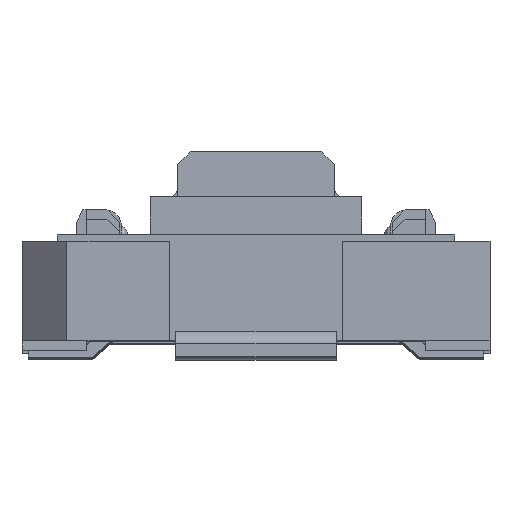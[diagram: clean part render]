
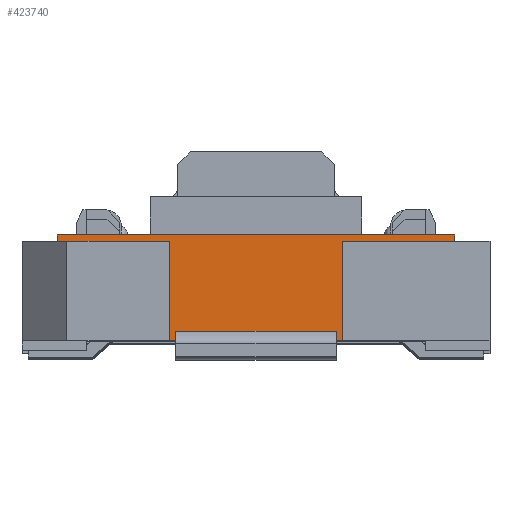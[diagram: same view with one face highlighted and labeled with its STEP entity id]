
A CAD part, top view. The second image highlights one B-rep face of the part: STEP entity #423740.
In plain terms, the highlighted planar face has unit normal (0, 0, 1).
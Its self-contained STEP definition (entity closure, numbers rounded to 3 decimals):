
#118520=CARTESIAN_POINT('',(-0.901,0.918,
21.648));
#118530=VERTEX_POINT('',#118520);
#118560=CARTESIAN_POINT('',(-2.657,0.918,
21.648));
#118570=DIRECTION('',(-1.,0.,0.));
#118580=VECTOR('',#118570,1.);
#118590=LINE('',#118560,#118580);
#118600=CARTESIAN_POINT('',(0.849,0.918,
21.648));
#118610=VERTEX_POINT('',#118600);
#118620=EDGE_CURVE('',#118610,#118530,#118590,.T.);
#245050=CARTESIAN_POINT('',(-3.601,0.918,
21.648));
#245060=VERTEX_POINT('',#245050);
#245090=CARTESIAN_POINT('',(-3.601,1.349,
21.648));
#245100=DIRECTION('',(0.,-1.,0.));
#245110=VECTOR('',#245100,1.);
#245120=LINE('',#245090,#245110);
#245130=CARTESIAN_POINT('',(-3.601,-0.632,
21.648));
#245140=VERTEX_POINT('',#245130);
#245150=EDGE_CURVE('',#245060,#245140,#245120,.T.);
#350300=CARTESIAN_POINT('',(-5.351,0.918,
21.648));
#350310=VERTEX_POINT('',#350300);
#350360=EDGE_CURVE('',#245060,#350310,#118590,.T.);
#352350=CARTESIAN_POINT('',(-2.657,-0.632,
21.648));
#352360=DIRECTION('',(-1.,0.,0.));
#352370=VECTOR('',#352360,1.);
#352380=LINE('',#352350,#352370);
#352390=CARTESIAN_POINT('',(-3.501,-0.632,
21.648));
#352400=VERTEX_POINT('',#352390);
#352410=EDGE_CURVE('',#352400,#245140,#352380,.T.);
#352540=CARTESIAN_POINT('',(-1.001,-0.632,
21.648));
#352550=VERTEX_POINT('',#352540);
#352580=CARTESIAN_POINT('',(-0.901,-0.632,
21.648));
#352590=VERTEX_POINT('',#352580);
#352600=EDGE_CURVE('',#352590,#352550,#352380,.T.);
#352930=CARTESIAN_POINT('',(-3.501,1.349,
21.648));
#352940=DIRECTION('',(0.,1.,0.));
#352950=VECTOR('',#352940,1.);
#352960=LINE('',#352930,#352950);
#352970=CARTESIAN_POINT('',(-3.501,-0.482,
21.648));
#352980=VERTEX_POINT('',#352970);
#352990=EDGE_CURVE('',#352400,#352980,#352960,.T.);
#353290=CARTESIAN_POINT('',(-1.001,-0.482,
21.648));
#353300=VERTEX_POINT('',#353290);
#353330=CARTESIAN_POINT('',(-1.001,1.349,
21.648));
#353340=DIRECTION('',(0.,-1.,0.));
#353350=VECTOR('',#353340,1.);
#353360=LINE('',#353330,#353350);
#353370=EDGE_CURVE('',#353300,#352550,#353360,.T.);
#353510=CARTESIAN_POINT('',(-3.501,-0.482,
21.648));
#353520=DIRECTION('',(-1.,0.,0.));
#353530=VECTOR('',#353520,1.);
#353540=LINE('',#353510,#353530);
#353550=EDGE_CURVE('',#353300,#352980,#353540,.T.);
#420900=CARTESIAN_POINT('',(-5.351,1.018,
21.648));
#420910=VERTEX_POINT('',#420900);
#421470=CARTESIAN_POINT('',(0.849,1.018,
21.648));
#421480=VERTEX_POINT('',#421470);
#421510=CARTESIAN_POINT('',(-2.657,1.018,
21.648));
#421520=DIRECTION('',(1.,0.,-0.));
#421530=VECTOR('',#421520,1.);
#421540=LINE('',#421510,#421530);
#421550=EDGE_CURVE('',#420910,#421480,#421540,.T.);
#422030=CARTESIAN_POINT('',(0.849,1.349,
21.648));
#422040=DIRECTION('',(0.,-1.,0.));
#422050=VECTOR('',#422040,1.);
#422060=LINE('',#422030,#422050);
#422070=EDGE_CURVE('',#421480,#118610,#422060,.T.);
#422990=CARTESIAN_POINT('',(-5.351,1.349,
21.648));
#423000=DIRECTION('',(0.,-1.,0.));
#423010=VECTOR('',#423000,1.);
#423020=LINE('',#422990,#423010);
#423030=EDGE_CURVE('',#420910,#350310,#423020,.T.);
#423430=CARTESIAN_POINT('',(-0.901,1.349,
21.648));
#423440=DIRECTION('',(0.,-1.,0.));
#423450=VECTOR('',#423440,1.);
#423460=LINE('',#423430,#423450);
#423470=EDGE_CURVE('',#118530,#352590,#423460,.T.);
#423550=CARTESIAN_POINT('',(-3.501,0.518,
21.648));
#423560=DIRECTION('',(0.,0.,1.));
#423570=DIRECTION('',(-1.,0.,0.));
#423580=AXIS2_PLACEMENT_3D('',#423550,#423560,#423570);
#423590=PLANE('',#423580);
#423600=ORIENTED_EDGE('',*,*,#423470,.F.);
#423610=ORIENTED_EDGE('',*,*,#352600,.F.);
#423620=ORIENTED_EDGE('',*,*,#353370,.T.);
#423630=ORIENTED_EDGE('',*,*,#353550,.F.);
#423640=ORIENTED_EDGE('',*,*,#352990,.T.);
#423650=ORIENTED_EDGE('',*,*,#352410,.F.);
#423660=ORIENTED_EDGE('',*,*,#245150,.T.);
#423670=ORIENTED_EDGE('',*,*,#350360,.F.);
#423680=ORIENTED_EDGE('',*,*,#423030,.T.);
#423690=ORIENTED_EDGE('',*,*,#421550,.F.);
#423700=ORIENTED_EDGE('',*,*,#422070,.F.);
#423710=ORIENTED_EDGE('',*,*,#118620,.F.);
#423720=EDGE_LOOP('',(#423710,#423700,#423690,#423680,#423670,#423660,
#423650,#423640,#423630,#423620,#423610,#423600));
#423730=FACE_OUTER_BOUND('',#423720,.T.);
#423740=ADVANCED_FACE('',(#423730),#423590,.T.);
